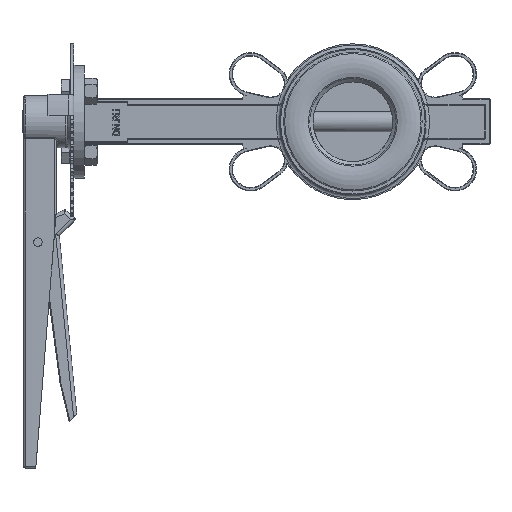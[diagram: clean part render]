
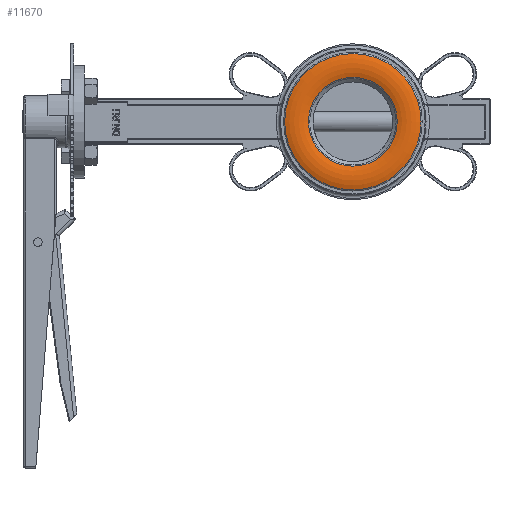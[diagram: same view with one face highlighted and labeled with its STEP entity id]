
A CAD part, left-side view. The second image highlights one B-rep face of the part: STEP entity #11670.
In plain terms, the highlighted toroidal (fillet/blend) face has major radius 32.5 mm and minor radius 18.993 mm.
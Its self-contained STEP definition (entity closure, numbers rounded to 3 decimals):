
#266=TOROIDAL_SURFACE('',#12815,32.5,18.993);
#799=CIRCLE('',#12790,25.639);
#808=CIRCLE('',#12802,39.361);
#813=CIRCLE('',#12816,18.993);
#2317=FACE_OUTER_BOUND('',#2995,.T.);
#2995=EDGE_LOOP('',(#9514,#9515,#9516,#9517));
#5539=VERTEX_POINT('',#20552);
#5545=VERTEX_POINT('',#20570);
#6919=EDGE_CURVE('',#5539,#5539,#799,.T.);
#6929=EDGE_CURVE('',#5545,#5545,#808,.T.);
#6946=EDGE_CURVE('',#5545,#5539,#813,.T.);
#9514=ORIENTED_EDGE('',*,*,#6929,.F.);
#9515=ORIENTED_EDGE('',*,*,#6946,.T.);
#9516=ORIENTED_EDGE('',*,*,#6919,.F.);
#9517=ORIENTED_EDGE('',*,*,#6946,.F.);
#11670=ADVANCED_FACE('',(#2317),#266,.T.);
#12790=AXIS2_PLACEMENT_3D('',#20553,#14991,#14992);
#12802=AXIS2_PLACEMENT_3D('',#20572,#15016,#15017);
#12815=AXIS2_PLACEMENT_3D('',#20677,#15048,#15049);
#12816=AXIS2_PLACEMENT_3D('',#20678,#15050,#15051);
#14991=DIRECTION('center_axis',(0.,0.,-1.));
#14992=DIRECTION('ref_axis',(0.,1.,0.));
#15016=DIRECTION('center_axis',(0.,0.,1.));
#15017=DIRECTION('ref_axis',(0.,1.,0.));
#15048=DIRECTION('center_axis',(0.,0.,1.));
#15049=DIRECTION('ref_axis',(1.,0.,0.));
#15050=DIRECTION('center_axis',(0.,-1.,0.));
#15051=DIRECTION('ref_axis',(-1.,0.,0.));
#20552=CARTESIAN_POINT('',(-25.639,19.873,-63.279));
#20553=CARTESIAN_POINT('Origin',(0.,19.873,-63.279));
#20570=CARTESIAN_POINT('',(-39.361,19.873,-63.279));
#20572=CARTESIAN_POINT('Origin',(0.,19.873,-63.279));
#20677=CARTESIAN_POINT('Origin',(0.,19.873,-45.568));
#20678=CARTESIAN_POINT('Origin',(-32.5,19.873,-45.568));
